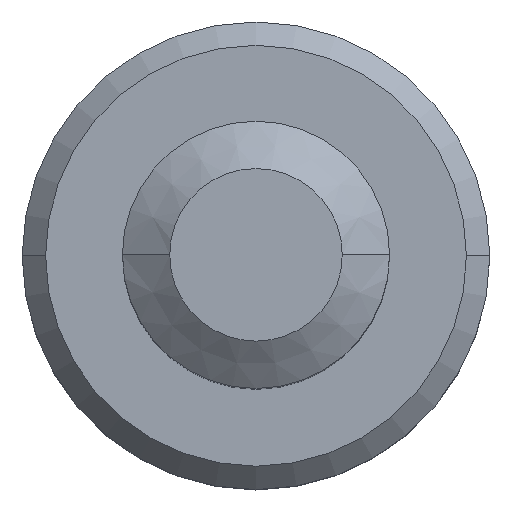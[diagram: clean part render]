
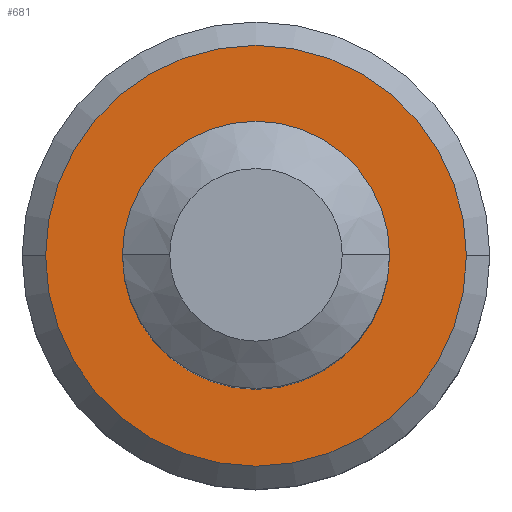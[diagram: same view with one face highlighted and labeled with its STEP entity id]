
A CAD part, top view. The second image highlights one B-rep face of the part: STEP entity #681.
In plain terms, the highlighted planar face has unit normal (0, 0, 1).
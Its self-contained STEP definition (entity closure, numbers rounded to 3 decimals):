
#28 = CARTESIAN_POINT ( 'NONE',  ( 0., 0., -8. ) ) ;
#62 = DIRECTION ( 'NONE',  ( -1., 0., 0. ) ) ;
#80 = DIRECTION ( 'NONE',  ( -1., 0., 0. ) ) ;
#81 = PLANE ( 'NONE',  #474 ) ;
#85 = CARTESIAN_POINT ( 'NONE',  ( 0., 0., -8. ) ) ;
#86 = DIRECTION ( 'NONE',  ( 0., 0., -1. ) ) ;
#100 = CARTESIAN_POINT ( 'NONE',  ( 2., 0., -8. ) ) ;
#111 = CARTESIAN_POINT ( 'NONE',  ( 0., 0., -8. ) ) ;
#118 = DIRECTION ( 'NONE',  ( 0., 0., 1. ) ) ;
#121 = DIRECTION ( 'NONE',  ( -1., 0., 0. ) ) ;
#122 = CARTESIAN_POINT ( 'NONE',  ( 0., 0., -8. ) ) ;
#124 = EDGE_CURVE ( 'NONE', #519, #314, #381, .T. ) ;
#142 = DIRECTION ( 'NONE',  ( -1., 0., 0. ) ) ;
#158 = CARTESIAN_POINT ( 'NONE',  ( -2., 0., -8. ) ) ;
#164 = DIRECTION ( 'NONE',  ( -1., 0., 0. ) ) ;
#175 = CARTESIAN_POINT ( 'NONE',  ( 3.15, 0., -8. ) ) ;
#195 = DIRECTION ( 'NONE',  ( 0., 0., 1. ) ) ;
#211 = CARTESIAN_POINT ( 'NONE',  ( 0., 0., -8. ) ) ;
#223 = DIRECTION ( 'NONE',  ( 0., 0., 1. ) ) ;
#247 = FACE_BOUND ( 'NONE', #494, .T. ) ;
#251 = FACE_OUTER_BOUND ( 'NONE', #549, .T. ) ;
#303 = CARTESIAN_POINT ( 'NONE',  ( -3.15, 0., -8. ) ) ;
#313 = CIRCLE ( 'NONE', #599, 2. ) ;
#314 = VERTEX_POINT ( 'NONE', #303 ) ;
#330 = CIRCLE ( 'NONE', #628, 3.15 ) ;
#335 = CIRCLE ( 'NONE', #609, 2. ) ;
#346 = EDGE_CURVE ( 'NONE', #314, #519, #330, .T. ) ;
#381 = CIRCLE ( 'NONE', #680, 3.15 ) ;
#395 = DIRECTION ( 'NONE',  ( 0., 0., 1. ) ) ;
#396 = EDGE_CURVE ( 'NONE', #418, #513, #335, .T. ) ;
#418 = VERTEX_POINT ( 'NONE', #100 ) ;
#474 = AXIS2_PLACEMENT_3D ( 'NONE', #85, #86, #80 ) ;
#494 = EDGE_LOOP ( 'NONE', ( #528, #531 ) ) ;
#510 = EDGE_CURVE ( 'NONE', #513, #418, #313, .T. ) ;
#513 = VERTEX_POINT ( 'NONE', #158 ) ;
#519 = VERTEX_POINT ( 'NONE', #175 ) ;
#528 = ORIENTED_EDGE ( 'NONE', *, *, #396, .F. ) ;
#531 = ORIENTED_EDGE ( 'NONE', *, *, #510, .F. ) ;
#532 = ORIENTED_EDGE ( 'NONE', *, *, #124, .T. ) ;
#543 = ORIENTED_EDGE ( 'NONE', *, *, #346, .T. ) ;
#549 = EDGE_LOOP ( 'NONE', ( #543, #532 ) ) ;
#599 = AXIS2_PLACEMENT_3D ( 'NONE', #211, #195, #142 ) ;
#609 = AXIS2_PLACEMENT_3D ( 'NONE', #122, #118, #121 ) ;
#628 = AXIS2_PLACEMENT_3D ( 'NONE', #111, #223, #164 ) ;
#680 = AXIS2_PLACEMENT_3D ( 'NONE', #28, #395, #62 ) ;
#681 = ADVANCED_FACE ( 'NONE', ( #251, #247 ), #81, .F. ) ;
